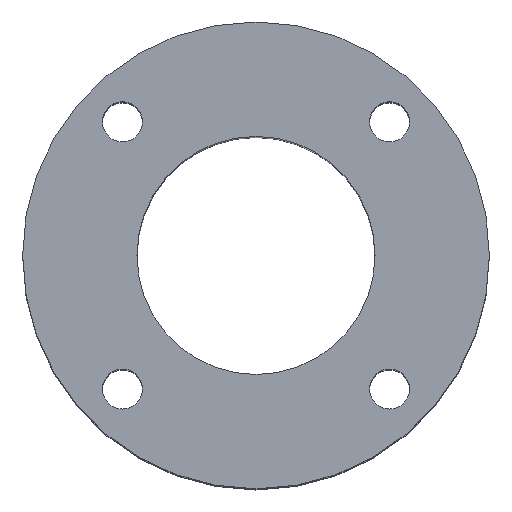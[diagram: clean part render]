
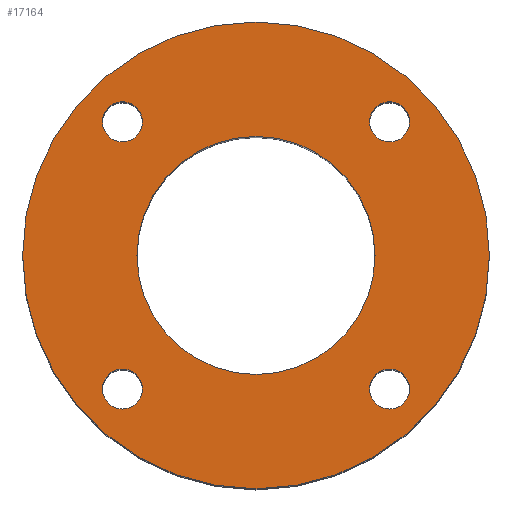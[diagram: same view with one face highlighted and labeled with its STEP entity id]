
A CAD part, top view. The second image highlights one B-rep face of the part: STEP entity #17164.
In plain terms, the highlighted planar face has unit normal (0, 0, 1).
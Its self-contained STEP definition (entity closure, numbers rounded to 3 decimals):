
#590 = CIRCLE ( 'NONE', #20999, 9. ) ;
#619 = EDGE_CURVE ( 'NONE', #5185, #18653, #7550, .T. ) ;
#1203 = EDGE_LOOP ( 'NONE', ( #29014, #18728 ) ) ;
#1288 = PLANE ( 'NONE',  #16322 ) ;
#1780 = EDGE_CURVE ( 'NONE', #4552, #11212, #11863, .T. ) ;
#1828 = DIRECTION ( 'NONE',  ( 1., 0., 0. ) ) ;
#1893 = AXIS2_PLACEMENT_3D ( 'NONE', #17871, #22179, #1828 ) ;
#2380 = CARTESIAN_POINT ( 'NONE',  ( 0., 0., 0. ) ) ;
#2674 = DIRECTION ( 'NONE',  ( 1., 0., 0. ) ) ;
#3276 = EDGE_CURVE ( 'NONE', #6818, #20871, #28490, .T. ) ;
#3482 = DIRECTION ( 'NONE',  ( 1., 0., 0. ) ) ;
#3642 = EDGE_CURVE ( 'NONE', #10426, #25107, #6643, .T. ) ;
#3664 = FACE_BOUND ( 'NONE', #26464, .T. ) ;
#3893 = CIRCLE ( 'NONE', #23346, 53.55 ) ;
#3994 = CARTESIAN_POINT ( 'NONE',  ( 105., 0., 0. ) ) ;
#4552 = VERTEX_POINT ( 'NONE', #18902 ) ;
#4673 = DIRECTION ( 'NONE',  ( 0., 0., 1. ) ) ;
#4681 = DIRECTION ( 'NONE',  ( 0., 0., 1. ) ) ;
#4826 = ORIENTED_EDGE ( 'NONE', *, *, #619, .T. ) ;
#5185 = VERTEX_POINT ( 'NONE', #14109 ) ;
#5685 = AXIS2_PLACEMENT_3D ( 'NONE', #6379, #12797, #26583 ) ;
#5800 = CARTESIAN_POINT ( 'NONE',  ( 51.104, 60.104, 0. ) ) ;
#6341 = CARTESIAN_POINT ( 'NONE',  ( -69.104, -60.104, 0. ) ) ;
#6379 = CARTESIAN_POINT ( 'NONE',  ( -60.104, 60.104, 0. ) ) ;
#6465 = DIRECTION ( 'NONE',  ( 0., 0., -1. ) ) ;
#6521 = CARTESIAN_POINT ( 'NONE',  ( 53.55, 0., 0. ) ) ;
#6643 = CIRCLE ( 'NONE', #1893, 53.55 ) ;
#6715 = CARTESIAN_POINT ( 'NONE',  ( -51.104, -60.104, 0. ) ) ;
#6779 = FACE_BOUND ( 'NONE', #1203, .T. ) ;
#6818 = VERTEX_POINT ( 'NONE', #6915 ) ;
#6915 = CARTESIAN_POINT ( 'NONE',  ( 51.104, -60.104, 0. ) ) ;
#6987 = DIRECTION ( 'NONE',  ( 0., 0., 1. ) ) ;
#7107 = CARTESIAN_POINT ( 'NONE',  ( 69.104, -60.104, 0. ) ) ;
#7550 = CIRCLE ( 'NONE', #20846, 105. ) ;
#7793 = DIRECTION ( 'NONE',  ( 0., 0., 1. ) ) ;
#7820 = CARTESIAN_POINT ( 'NONE',  ( 60.104, -60.104, 0. ) ) ;
#7849 = VERTEX_POINT ( 'NONE', #29274 ) ;
#7963 = DIRECTION ( 'NONE',  ( 0., -1., 0. ) ) ;
#8205 = ORIENTED_EDGE ( 'NONE', *, *, #25607, .F. ) ;
#8470 = CARTESIAN_POINT ( 'NONE',  ( 60.104, 60.104, 0. ) ) ;
#8682 = CARTESIAN_POINT ( 'NONE',  ( 60.104, 60.104, 0. ) ) ;
#9015 = FACE_BOUND ( 'NONE', #9105, .T. ) ;
#9105 = EDGE_LOOP ( 'NONE', ( #8205, #26613 ) ) ;
#9564 = ORIENTED_EDGE ( 'NONE', *, *, #24116, .F. ) ;
#10426 = VERTEX_POINT ( 'NONE', #17954 ) ;
#11212 = VERTEX_POINT ( 'NONE', #22298 ) ;
#11392 = AXIS2_PLACEMENT_3D ( 'NONE', #27409, #4673, #13765 ) ;
#11863 = CIRCLE ( 'NONE', #5685, 9. ) ;
#12034 = EDGE_CURVE ( 'NONE', #18653, #5185, #19304, .T. ) ;
#12797 = DIRECTION ( 'NONE',  ( 0., 0., 1. ) ) ;
#13172 = DIRECTION ( 'NONE',  ( -1., 0., 0. ) ) ;
#13658 = CIRCLE ( 'NONE', #25980, 9. ) ;
#13674 = AXIS2_PLACEMENT_3D ( 'NONE', #27131, #27281, #25352 ) ;
#13765 = DIRECTION ( 'NONE',  ( 0., -1., 0. ) ) ;
#13773 = DIRECTION ( 'NONE',  ( 1., 0., 0. ) ) ;
#14019 = ORIENTED_EDGE ( 'NONE', *, *, #28894, .F. ) ;
#14109 = CARTESIAN_POINT ( 'NONE',  ( -105., 0., 0. ) ) ;
#14172 = VERTEX_POINT ( 'NONE', #5800 ) ;
#14456 = ORIENTED_EDGE ( 'NONE', *, *, #27384, .F. ) ;
#14876 = EDGE_LOOP ( 'NONE', ( #14456, #15696 ) ) ;
#15252 = FACE_BOUND ( 'NONE', #14876, .T. ) ;
#15350 = ORIENTED_EDGE ( 'NONE', *, *, #23259, .F. ) ;
#15405 = DIRECTION ( 'NONE',  ( 0., 0., 1. ) ) ;
#15696 = ORIENTED_EDGE ( 'NONE', *, *, #19372, .F. ) ;
#16322 = AXIS2_PLACEMENT_3D ( 'NONE', #26669, #6465, #13172 ) ;
#16674 = CIRCLE ( 'NONE', #21440, 9. ) ;
#17140 = DIRECTION ( 'NONE',  ( 0., 1., 0. ) ) ;
#17164 = ADVANCED_FACE ( 'NONE', ( #9015, #18068, #6779, #15252, #3664, #17618 ), #1288, .F. ) ;
#17530 = DIRECTION ( 'NONE',  ( 0., 0., 1. ) ) ;
#17618 = FACE_OUTER_BOUND ( 'NONE', #27434, .T. ) ;
#17734 = DIRECTION ( 'NONE',  ( 1., 0., 0. ) ) ;
#17871 = CARTESIAN_POINT ( 'NONE',  ( 0., 0., 0. ) ) ;
#17954 = CARTESIAN_POINT ( 'NONE',  ( -53.55, 0., 0. ) ) ;
#18068 = FACE_BOUND ( 'NONE', #21458, .T. ) ;
#18203 = CARTESIAN_POINT ( 'NONE',  ( 0., 0., 0. ) ) ;
#18653 = VERTEX_POINT ( 'NONE', #3994 ) ;
#18728 = ORIENTED_EDGE ( 'NONE', *, *, #25877, .F. ) ;
#18902 = CARTESIAN_POINT ( 'NONE',  ( -51.104, 60.104, 0. ) ) ;
#19304 = CIRCLE ( 'NONE', #23104, 105. ) ;
#19311 = DIRECTION ( 'NONE',  ( 1., 0., 0. ) ) ;
#19351 = CARTESIAN_POINT ( 'NONE',  ( -60.104, 60.104, 0. ) ) ;
#19359 = ORIENTED_EDGE ( 'NONE', *, *, #3642, .F. ) ;
#19372 = EDGE_CURVE ( 'NONE', #14172, #7849, #27025, .T. ) ;
#20846 = AXIS2_PLACEMENT_3D ( 'NONE', #18203, #4681, #13773 ) ;
#20871 = VERTEX_POINT ( 'NONE', #7107 ) ;
#20999 = AXIS2_PLACEMENT_3D ( 'NONE', #19351, #21304, #17140 ) ;
#21304 = DIRECTION ( 'NONE',  ( 0., 0., 1. ) ) ;
#21440 = AXIS2_PLACEMENT_3D ( 'NONE', #8470, #17530, #19311 ) ;
#21458 = EDGE_LOOP ( 'NONE', ( #15350, #9564 ) ) ;
#21625 = DIRECTION ( 'NONE',  ( 0., 0., 1. ) ) ;
#22179 = DIRECTION ( 'NONE',  ( 0., 0., 1. ) ) ;
#22298 = CARTESIAN_POINT ( 'NONE',  ( -69.104, 60.104, 0. ) ) ;
#23104 = AXIS2_PLACEMENT_3D ( 'NONE', #25908, #7793, #3482 ) ;
#23244 = AXIS2_PLACEMENT_3D ( 'NONE', #8682, #29047, #17734 ) ;
#23259 = EDGE_CURVE ( 'NONE', #27973, #25269, #13658, .T. ) ;
#23346 = AXIS2_PLACEMENT_3D ( 'NONE', #2380, #6987, #2674 ) ;
#24116 = EDGE_CURVE ( 'NONE', #25269, #27973, #26447, .T. ) ;
#24309 = CARTESIAN_POINT ( 'NONE',  ( -60.104, -60.104, 0. ) ) ;
#24453 = DIRECTION ( 'NONE',  ( -1., 0., 0. ) ) ;
#25107 = VERTEX_POINT ( 'NONE', #6521 ) ;
#25269 = VERTEX_POINT ( 'NONE', #6341 ) ;
#25352 = DIRECTION ( 'NONE',  ( -1., 0., 0. ) ) ;
#25607 = EDGE_CURVE ( 'NONE', #20871, #6818, #28106, .T. ) ;
#25877 = EDGE_CURVE ( 'NONE', #11212, #4552, #590, .T. ) ;
#25908 = CARTESIAN_POINT ( 'NONE',  ( 0., 0., 0. ) ) ;
#25980 = AXIS2_PLACEMENT_3D ( 'NONE', #24309, #15405, #24453 ) ;
#26447 = CIRCLE ( 'NONE', #13674, 9. ) ;
#26464 = EDGE_LOOP ( 'NONE', ( #14019, #19359 ) ) ;
#26583 = DIRECTION ( 'NONE',  ( 0., 1., 0. ) ) ;
#26613 = ORIENTED_EDGE ( 'NONE', *, *, #3276, .F. ) ;
#26669 = CARTESIAN_POINT ( 'NONE',  ( 0., 53.55, 0. ) ) ;
#27025 = CIRCLE ( 'NONE', #23244, 9. ) ;
#27130 = AXIS2_PLACEMENT_3D ( 'NONE', #7820, #21625, #7963 ) ;
#27131 = CARTESIAN_POINT ( 'NONE',  ( -60.104, -60.104, 0. ) ) ;
#27281 = DIRECTION ( 'NONE',  ( 0., 0., 1. ) ) ;
#27384 = EDGE_CURVE ( 'NONE', #7849, #14172, #16674, .T. ) ;
#27409 = CARTESIAN_POINT ( 'NONE',  ( 60.104, -60.104, 0. ) ) ;
#27434 = EDGE_LOOP ( 'NONE', ( #28796, #4826 ) ) ;
#27973 = VERTEX_POINT ( 'NONE', #6715 ) ;
#28106 = CIRCLE ( 'NONE', #27130, 9. ) ;
#28490 = CIRCLE ( 'NONE', #11392, 9. ) ;
#28796 = ORIENTED_EDGE ( 'NONE', *, *, #12034, .T. ) ;
#28894 = EDGE_CURVE ( 'NONE', #25107, #10426, #3893, .T. ) ;
#29014 = ORIENTED_EDGE ( 'NONE', *, *, #1780, .F. ) ;
#29047 = DIRECTION ( 'NONE',  ( 0., 0., 1. ) ) ;
#29274 = CARTESIAN_POINT ( 'NONE',  ( 69.104, 60.104, 0. ) ) ;
